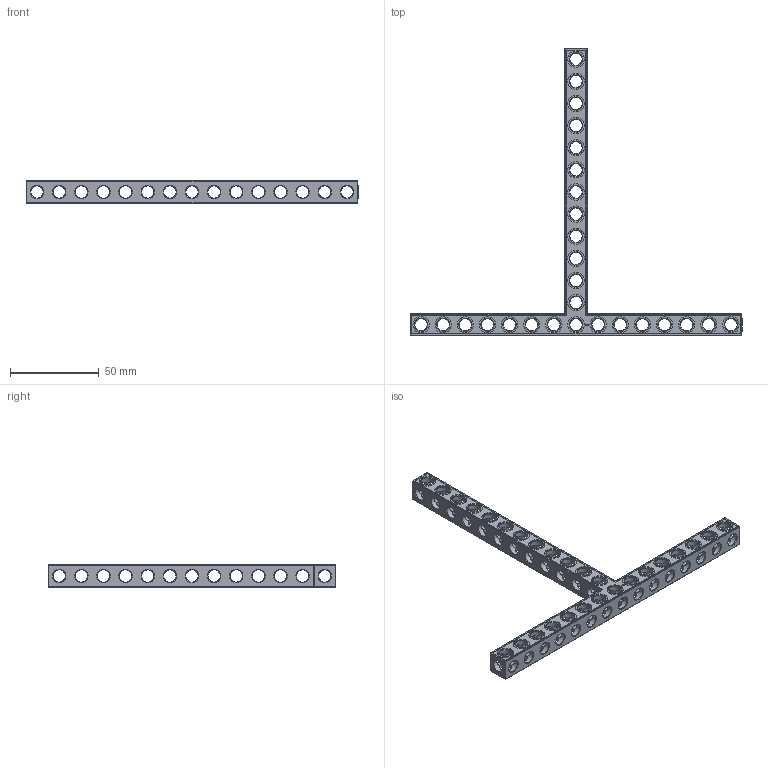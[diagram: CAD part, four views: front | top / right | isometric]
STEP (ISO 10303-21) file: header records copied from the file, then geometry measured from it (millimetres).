
FILE_DESCRIPTION(('FreeCAD Model'),'2;1');
FILE_NAME('Open CASCADE Shape Model','2022-01-28T21:27:12',( 'Paulo Kiefe'),('STEMFIE.org'),'Open CASCADE STEP processor 7.4', 'FreeCAD','Unknown');
FILE_SCHEMA(('AUTOMOTIVE_DESIGN { 1 0 10303 214 1 1 1 1 }'));
Products named in the file (1): Beam_TSH_SYM_ESS_BU15x13x01_-_SPN-BEM-1125_(stemfie.org)
Bounding box: 187.5 x 162.5 x 12.5 mm (x, y, z)
Volume: 26372.9 mm3; surface area: 23638.8 mm2
Topology: 1 solids, 1 shells, 817 faces, 2516 edges, 1653 vertices
Faces by surface type: plane 416, cylinder 165, extrusion 124, cone 112
Full cylindrical faces by diameter (mm): 6.98 x16, 7 x122, 9.2 x27
Entity records: 95299 total; most frequent: CARTESIAN_POINT 48242, DIRECTION 7706, ORIENTED_EDGE 5032, PCURVE 5032, DEFINITIONAL_REPRESENTATION 5032, VECTOR 4909, LINE 4785, EDGE_CURVE 2516
